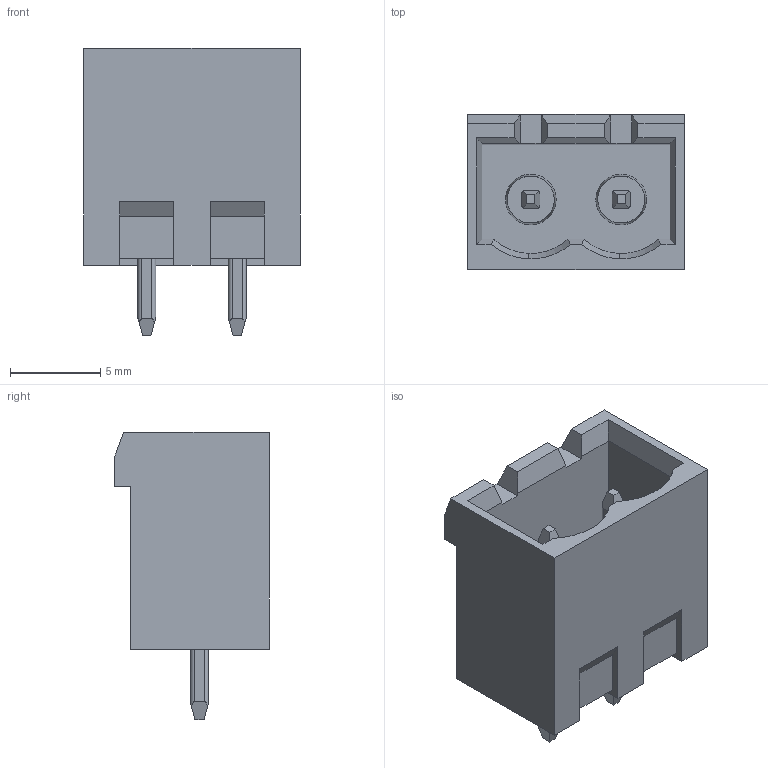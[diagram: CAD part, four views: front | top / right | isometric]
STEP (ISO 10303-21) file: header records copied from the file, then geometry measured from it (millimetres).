
FILE_DESCRIPTION(('STEP AP242'),'1');
FILE_NAME('1755516.stp','2023-04-26T17:55:32',('TraceParts'),('TraceParts S.A.'),'Spatial InterOp 3D',' ',' ');
FILE_SCHEMA(('AP242_MANAGED_MODEL_BASED_3D_ENGINEERING_MIM_LF {1 0 10303 442 1 1 4}'));
Length unit declared in the file: millimetre
Products named in the file (1): 1755516_1
Bounding box: 12 x 8.57 x 15.9 mm (x, y, z)
Volume: 629 mm3; surface area: 1098.3 mm2
Topology: 3 solids, 3 shells, 439 faces, 1245 edges, 828 vertices
Faces by surface type: plane 357, cylinder 74, cone 8
Entity records: 24377 total; most frequent: CARTESIAN_POINT 3337, ORIENTED_EDGE 2490, DIRECTION 2207, STYLED_ITEM 1648, PRESENTATION_STYLE_ASSIGNMENT 1648, COLOUR_RGB 1648, EDGE_CURVE 1245, CURVE_STYLE 1206
